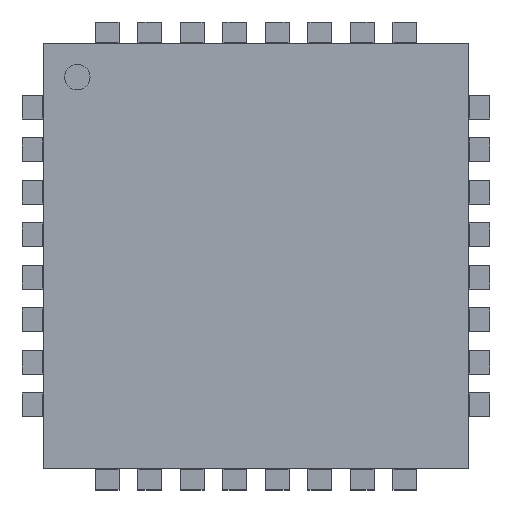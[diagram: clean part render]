
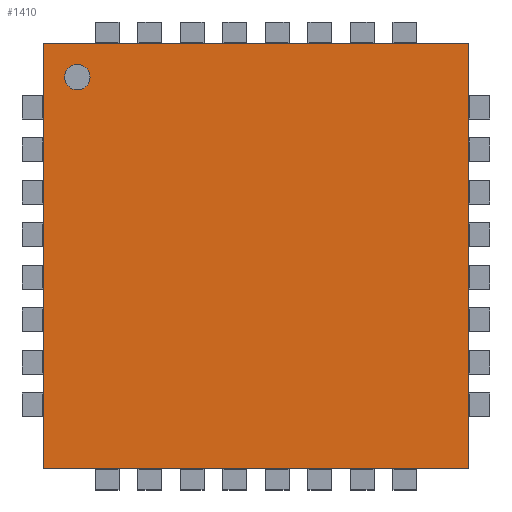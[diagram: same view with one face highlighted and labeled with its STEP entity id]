
A CAD part, top view. The second image highlights one B-rep face of the part: STEP entity #1410.
In plain terms, the highlighted planar face has unit normal (0, 0, 1).
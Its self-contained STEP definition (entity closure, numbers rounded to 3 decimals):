
#1256=CIRCLE('',#8435,0.15);
#1257=CIRCLE('',#8436,0.15);
#1264=FACE_BOUND('',#2424,.T.);
#1265=FACE_BOUND('',#2425,.T.);
#1410=ADVANCED_FACE('',(#1264,#1265),#1749,.T.);
#1749=PLANE('',#8437);
#2424=EDGE_LOOP('',(#3572,#3573,#3574,#3575));
#2425=EDGE_LOOP('',(#3576,#3577));
#3572=ORIENTED_EDGE('',*,*,#6029,.T.);
#3573=ORIENTED_EDGE('',*,*,#6039,.F.);
#3574=ORIENTED_EDGE('',*,*,#6040,.F.);
#3575=ORIENTED_EDGE('',*,*,#5295,.T.);
#3576=ORIENTED_EDGE('',*,*,#6041,.F.);
#3577=ORIENTED_EDGE('',*,*,#6042,.F.);
#4627=VERTEX_POINT('',#10327);
#4628=VERTEX_POINT('',#10329);
#5286=VERTEX_POINT('',#11856);
#5287=VERTEX_POINT('',#11876);
#5288=VERTEX_POINT('',#11879);
#5289=VERTEX_POINT('',#11880);
#5295=EDGE_CURVE('',#4628,#4627,#6297,.T.);
#6029=EDGE_CURVE('',#4627,#5286,#7031,.T.);
#6039=EDGE_CURVE('',#5287,#5286,#7041,.T.);
#6040=EDGE_CURVE('',#4628,#5287,#7042,.T.);
#6041=EDGE_CURVE('',#5288,#5289,#1256,.T.);
#6042=EDGE_CURVE('',#5289,#5288,#1257,.T.);
#6297=LINE('',#10328,#7295);
#7031=LINE('',#11857,#8029);
#7041=LINE('',#11875,#8039);
#7042=LINE('',#11877,#8040);
#7295=VECTOR('',#8639,1.);
#8029=VECTOR('',#9645,1.);
#8039=VECTOR('',#9671,1.);
#8040=VECTOR('',#9672,1.);
#8435=AXIS2_PLACEMENT_3D('',#11878,#9673,#9674);
#8436=AXIS2_PLACEMENT_3D('',#11881,#9675,#9676);
#8437=AXIS2_PLACEMENT_3D('',#11882,#9677,#9678);
#8639=DIRECTION('',(1.,0.,0.));
#9645=DIRECTION('',(0.,1.,0.));
#9671=DIRECTION('',(1.,0.,0.));
#9672=DIRECTION('',(0.,1.,0.));
#9673=DIRECTION('',(0.,0.,1.));
#9674=DIRECTION('',(1.,0.,0.));
#9675=DIRECTION('',(0.,0.,1.));
#9676=DIRECTION('',(-1.,0.,0.));
#9677=DIRECTION('',(0.,0.,1.));
#9678=DIRECTION('',(-1.,0.,0.));
#10327=CARTESIAN_POINT('',(2.5,-2.5,1.076));
#10328=CARTESIAN_POINT('',(-2.5,-2.5,1.076));
#10329=CARTESIAN_POINT('',(-2.5,-2.5,1.076));
#11856=CARTESIAN_POINT('',(2.5,2.5,1.076));
#11857=CARTESIAN_POINT('',(2.5,-2.5,1.076));
#11875=CARTESIAN_POINT('',(-2.5,2.5,1.076));
#11876=CARTESIAN_POINT('',(-2.5,2.5,1.076));
#11877=CARTESIAN_POINT('',(-2.5,-2.5,1.076));
#11878=CARTESIAN_POINT('',(-2.1,2.1,1.076));
#11879=CARTESIAN_POINT('',(-1.95,2.1,1.076));
#11880=CARTESIAN_POINT('',(-2.25,2.1,1.076));
#11881=CARTESIAN_POINT('',(-2.1,2.1,1.076));
#11882=CARTESIAN_POINT('',(-2.5,-2.5,1.076));
